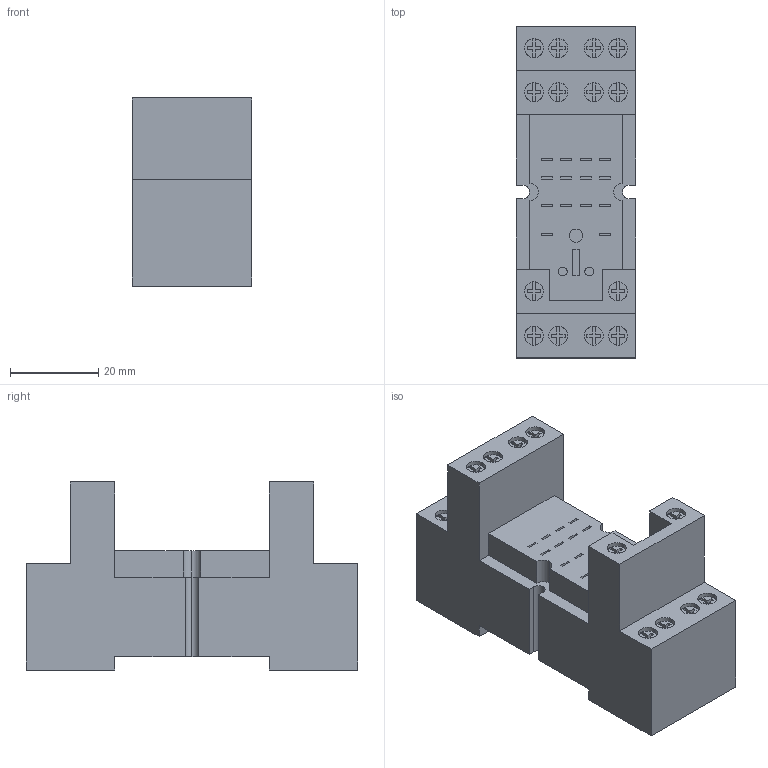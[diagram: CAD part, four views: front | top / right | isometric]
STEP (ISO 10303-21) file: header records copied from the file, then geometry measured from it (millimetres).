
FILE_DESCRIPTION (( 'STEP AP203' ), '1' );
FILE_NAME ('13.STEP', '2022-04-27T05:22:33', ( '' ), ( '' ), 'SwSTEP 2.0', 'SolidWorks 2017', '' );
FILE_SCHEMA (( 'CONFIG_CONTROL_DESIGN' ));
Length unit declared in the file: millimetre
Products named in the file (1): 13
Bounding box: 27 x 75 x 42.5 mm (x, y, z)
Volume: 55154.9 mm3; surface area: 13259.2 mm2
Topology: 1 solids, 1 shells, 418 faces, 1068 edges, 684 vertices
Faces by surface type: plane 378, cylinder 40
Entity records: 12501 total; most frequent: CARTESIAN_POINT 2171, ORIENTED_EDGE 2136, DIRECTION 2070, EDGE_CURVE 1068, VECTOR 904, LINE 904, VERTEX_POINT 684, AXIS2_PLACEMENT_3D 583
